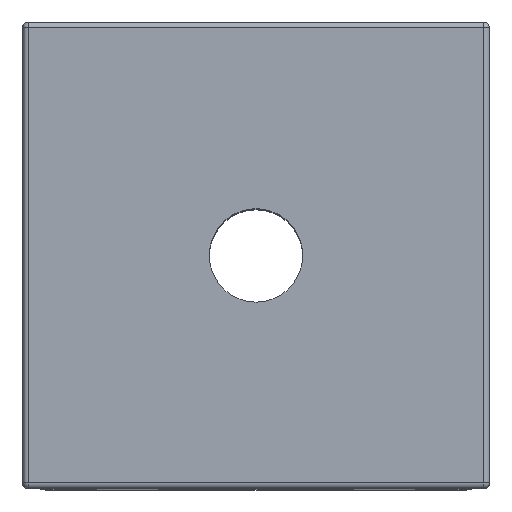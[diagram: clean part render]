
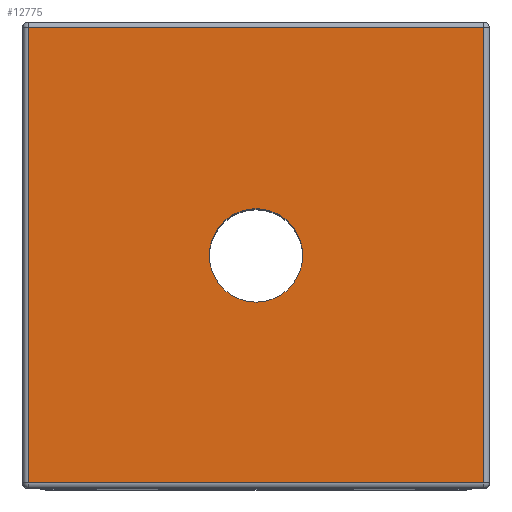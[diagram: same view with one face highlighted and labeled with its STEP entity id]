
A CAD part, top view. The second image highlights one B-rep face of the part: STEP entity #12775.
In plain terms, the highlighted face is planar.
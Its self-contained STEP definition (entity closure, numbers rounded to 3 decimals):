
#259 = LINE ( 'NONE', #5601, #10853 ) ;
#846 = VERTEX_POINT ( 'NONE', #16553 ) ;
#857 = ORIENTED_EDGE ( 'NONE', *, *, #17245, .T. ) ;
#979 = EDGE_CURVE ( 'NONE', #5098, #5585, #17911, .T. ) ;
#1134 = VERTEX_POINT ( 'NONE', #14917 ) ;
#1222 = ORIENTED_EDGE ( 'NONE', *, *, #979, .T. ) ;
#1583 = CARTESIAN_POINT ( 'NONE',  ( 19.5, 0., 0. ) ) ;
#1601 = CARTESIAN_POINT ( 'NONE',  ( 0., 0., 0. ) ) ;
#2969 = DIRECTION ( 'NONE',  ( 1., 0., 0. ) ) ;
#3133 = DIRECTION ( 'NONE',  ( 0., 0., 1. ) ) ;
#3252 = EDGE_LOOP ( 'NONE', ( #8712, #13440, #7704, #857 ) ) ;
#3974 = DIRECTION ( 'NONE',  ( -1., 0., 0. ) ) ;
#4155 = EDGE_LOOP ( 'NONE', ( #6317, #1222 ) ) ;
#4263 = FACE_OUTER_BOUND ( 'NONE', #3252, .T. ) ;
#4389 = LINE ( 'NONE', #1583, #14540 ) ;
#5098 = VERTEX_POINT ( 'NONE', #9314 ) ;
#5151 = EDGE_CURVE ( 'NONE', #15434, #1134, #6594, .T. ) ;
#5210 = EDGE_CURVE ( 'NONE', #9553, #1134, #9394, .T. ) ;
#5585 = VERTEX_POINT ( 'NONE', #14172 ) ;
#5601 = CARTESIAN_POINT ( 'NONE',  ( 0., 19.5, 0. ) ) ;
#6210 = EDGE_CURVE ( 'NONE', #846, #9553, #4389, .T. ) ;
#6317 = ORIENTED_EDGE ( 'NONE', *, *, #13728, .T. ) ;
#6594 = LINE ( 'NONE', #17685, #9822 ) ;
#7034 = PLANE ( 'NONE',  #8116 ) ;
#7704 = ORIENTED_EDGE ( 'NONE', *, *, #5151, .F. ) ;
#8116 = AXIS2_PLACEMENT_3D ( 'NONE', #13888, #16672, #8430 ) ;
#8430 = DIRECTION ( 'NONE',  ( -1., 0., 0. ) ) ;
#8712 = ORIENTED_EDGE ( 'NONE', *, *, #6210, .T. ) ;
#9314 = CARTESIAN_POINT ( 'NONE',  ( -4., 0., 0. ) ) ;
#9394 = LINE ( 'NONE', #10857, #13485 ) ;
#9553 = VERTEX_POINT ( 'NONE', #11805 ) ;
#9713 = DIRECTION ( 'NONE',  ( 1., 0., 0. ) ) ;
#9822 = VECTOR ( 'NONE', #16314, 1000. ) ;
#10042 = CIRCLE ( 'NONE', #12018, 4. ) ;
#10853 = VECTOR ( 'NONE', #9713, 1000. ) ;
#10857 = CARTESIAN_POINT ( 'NONE',  ( 0., -19.5, 0. ) ) ;
#11174 = FACE_BOUND ( 'NONE', #4155, .T. ) ;
#11252 = DIRECTION ( 'NONE',  ( 0., 0., 1. ) ) ;
#11398 = CARTESIAN_POINT ( 'NONE',  ( 0., 0., 0. ) ) ;
#11805 = CARTESIAN_POINT ( 'NONE',  ( 19.5, -19.5, 0. ) ) ;
#12014 = CARTESIAN_POINT ( 'NONE',  ( -19.5, 19.5, 0. ) ) ;
#12018 = AXIS2_PLACEMENT_3D ( 'NONE', #1601, #11252, #2969 ) ;
#12633 = DIRECTION ( 'NONE',  ( 0., -1., 0. ) ) ;
#12775 = ADVANCED_FACE ( 'NONE', ( #11174, #4263 ), #7034, .T. ) ;
#12795 = DIRECTION ( 'NONE',  ( 1., 0., 0. ) ) ;
#13344 = AXIS2_PLACEMENT_3D ( 'NONE', #11398, #3133, #12795 ) ;
#13440 = ORIENTED_EDGE ( 'NONE', *, *, #5210, .T. ) ;
#13485 = VECTOR ( 'NONE', #3974, 1000. ) ;
#13728 = EDGE_CURVE ( 'NONE', #5585, #5098, #10042, .T. ) ;
#13888 = CARTESIAN_POINT ( 'NONE',  ( 19.5, -19.5, 0. ) ) ;
#14172 = CARTESIAN_POINT ( 'NONE',  ( 4., 0., 0. ) ) ;
#14540 = VECTOR ( 'NONE', #12633, 1000. ) ;
#14917 = CARTESIAN_POINT ( 'NONE',  ( -19.5, -19.5, 0. ) ) ;
#15434 = VERTEX_POINT ( 'NONE', #12014 ) ;
#16314 = DIRECTION ( 'NONE',  ( 0., -1., 0. ) ) ;
#16553 = CARTESIAN_POINT ( 'NONE',  ( 19.5, 19.5, 0. ) ) ;
#16672 = DIRECTION ( 'NONE',  ( 0., 0., -1. ) ) ;
#17245 = EDGE_CURVE ( 'NONE', #15434, #846, #259, .T. ) ;
#17685 = CARTESIAN_POINT ( 'NONE',  ( -19.5, 0., 0. ) ) ;
#17911 = CIRCLE ( 'NONE', #13344, 4. ) ;
